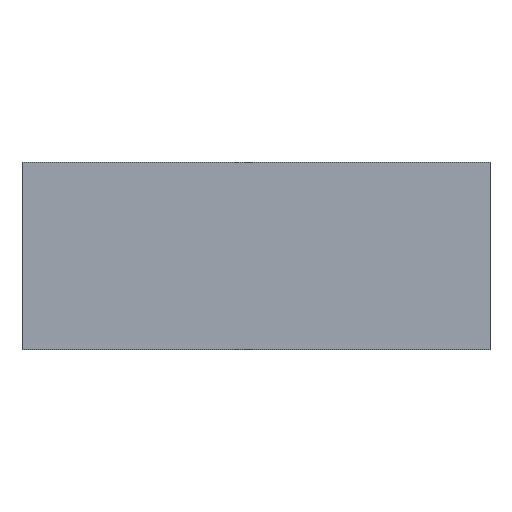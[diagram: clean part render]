
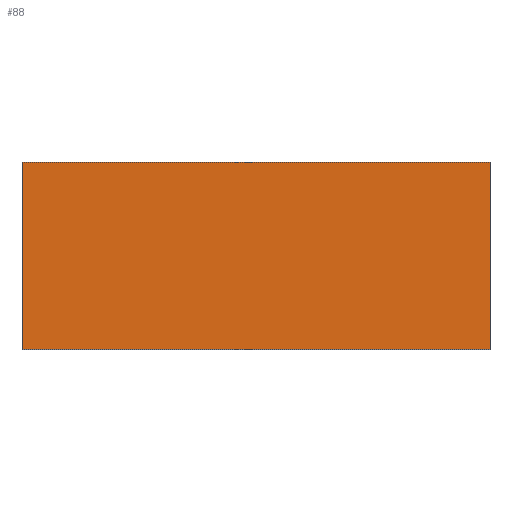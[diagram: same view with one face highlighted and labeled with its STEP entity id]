
A CAD part, top view. The second image highlights one B-rep face of the part: STEP entity #88.
In plain terms, the highlighted planar face has unit normal (0, 0, 1).
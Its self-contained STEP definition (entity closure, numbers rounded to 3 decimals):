
#88 = ADVANCED_FACE( '', ( #118 ), #119, .F. );
#118 = FACE_OUTER_BOUND( '', #148, .T. );
#119 = PLANE( '', #149 );
#148 = EDGE_LOOP( '', ( #257, #258, #259, #260 ) );
#149 = AXIS2_PLACEMENT_3D( '', #261, #262, #263 );
#257 = ORIENTED_EDGE( '', *, *, #276, .T. );
#258 = ORIENTED_EDGE( '', *, *, #267, .F. );
#259 = ORIENTED_EDGE( '', *, *, #294, .F. );
#260 = ORIENTED_EDGE( '', *, *, #299, .T. );
#261 = CARTESIAN_POINT( '', ( 200., 80., 50. ) );
#262 = DIRECTION( '', ( 0., 0., -1. ) );
#263 = DIRECTION( '', ( 0., 1., 0. ) );
#267 = EDGE_CURVE( '', #305, #300, #307, .T. );
#276 = EDGE_CURVE( '', #324, #300, #325, .T. );
#294 = EDGE_CURVE( '', #352, #305, #354, .T. );
#299 = EDGE_CURVE( '', #352, #324, #359, .T. );
#300 = VERTEX_POINT( '', #360 );
#305 = VERTEX_POINT( '', #367 );
#307 = LINE( '', #370, #371 );
#324 = VERTEX_POINT( '', #392 );
#325 = LINE( '', #393, #394 );
#352 = VERTEX_POINT( '', #433 );
#354 = LINE( '', #436, #437 );
#359 = LINE( '', #446, #447 );
#360 = CARTESIAN_POINT( '', ( -200., -80., 50. ) );
#367 = CARTESIAN_POINT( '', ( 200., -80., 50. ) );
#370 = CARTESIAN_POINT( '', ( 200., -80., 50. ) );
#371 = VECTOR( '', #451, 1000. );
#392 = CARTESIAN_POINT( '', ( -200., 80., 50. ) );
#393 = CARTESIAN_POINT( '', ( -200., 80., 50. ) );
#394 = VECTOR( '', #468, 1000. );
#433 = CARTESIAN_POINT( '', ( 200., 80., 50. ) );
#436 = CARTESIAN_POINT( '', ( 200., 80., 50. ) );
#437 = VECTOR( '', #494, 1000. );
#446 = CARTESIAN_POINT( '', ( 200., 80., 50. ) );
#447 = VECTOR( '', #499, 1000. );
#451 = DIRECTION( '', ( -1., 0., 0. ) );
#468 = DIRECTION( '', ( 0., -1., 0. ) );
#494 = DIRECTION( '', ( 0., -1., 0. ) );
#499 = DIRECTION( '', ( -1., 0., 0. ) );
